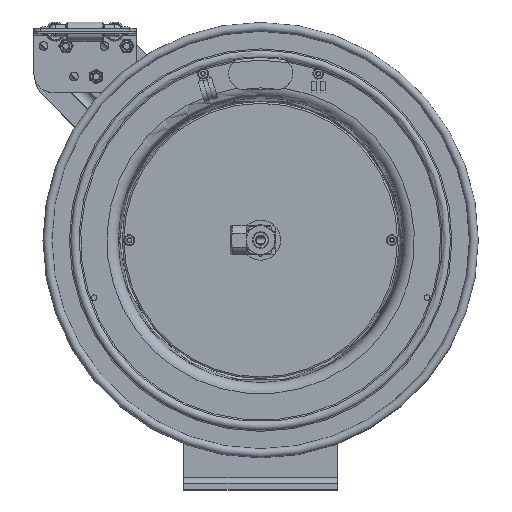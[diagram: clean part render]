
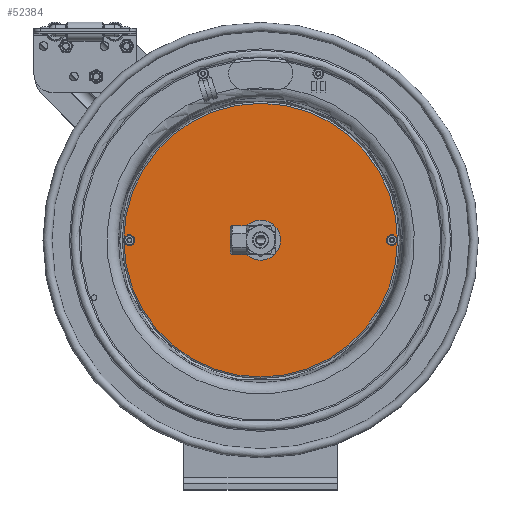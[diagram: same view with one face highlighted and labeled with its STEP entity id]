
A CAD part, top view. The second image highlights one B-rep face of the part: STEP entity #52384.
In plain terms, the highlighted planar face has unit normal (0, 0, 1).
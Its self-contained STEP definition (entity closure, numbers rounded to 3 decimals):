
#3066=FACE_BOUND('',#5737,.T.);
#3067=FACE_BOUND('',#5738,.T.);
#3068=FACE_BOUND('',#5739,.T.);
#3574=FACE_OUTER_BOUND('',#5736,.T.);
#5736=EDGE_LOOP('',(#37174,#37175));
#5737=EDGE_LOOP('',(#37176));
#5738=EDGE_LOOP('',(#37177));
#5739=EDGE_LOOP('',(#37178));
#8267=CIRCLE('',#55141,5.345);
#8268=CIRCLE('',#55142,5.345);
#8272=CIRCLE('',#55147,0.1);
#8273=CIRCLE('',#55148,0.1);
#8274=CIRCLE('',#55149,0.65);
#20709=VERTEX_POINT('',#72804);
#20710=VERTEX_POINT('',#72805);
#20713=VERTEX_POINT('',#72814);
#20714=VERTEX_POINT('',#72816);
#20715=VERTEX_POINT('',#72818);
#27648=EDGE_CURVE('',#20709,#20710,#8267,.T.);
#27649=EDGE_CURVE('',#20710,#20709,#8268,.T.);
#27653=EDGE_CURVE('',#20713,#20713,#8272,.T.);
#27654=EDGE_CURVE('',#20714,#20714,#8273,.T.);
#27655=EDGE_CURVE('',#20715,#20715,#8274,.T.);
#37174=ORIENTED_EDGE('',*,*,#27648,.T.);
#37175=ORIENTED_EDGE('',*,*,#27649,.T.);
#37176=ORIENTED_EDGE('',*,*,#27653,.T.);
#37177=ORIENTED_EDGE('',*,*,#27654,.T.);
#37178=ORIENTED_EDGE('',*,*,#27655,.T.);
#49093=PLANE('',#55146);
#52384=ADVANCED_FACE('',(#3574,#3066,#3067,#3068),#49093,.T.);
#55141=AXIS2_PLACEMENT_3D('',#72806,#59746,#59747);
#55142=AXIS2_PLACEMENT_3D('',#72807,#59748,#59749);
#55146=AXIS2_PLACEMENT_3D('',#72813,#59756,#59757);
#55147=AXIS2_PLACEMENT_3D('',#72815,#59758,#59759);
#55148=AXIS2_PLACEMENT_3D('',#72817,#59760,#59761);
#55149=AXIS2_PLACEMENT_3D('',#72819,#59762,#59763);
#59746=DIRECTION('center_axis',(0.,0.,1.));
#59747=DIRECTION('ref_axis',(0.,1.,0.));
#59748=DIRECTION('center_axis',(0.,0.,1.));
#59749=DIRECTION('ref_axis',(0.,1.,0.));
#59756=DIRECTION('center_axis',(0.,0.,1.));
#59757=DIRECTION('ref_axis',(1.,0.,0.));
#59758=DIRECTION('center_axis',(0.,0.,-1.));
#59759=DIRECTION('ref_axis',(0.,1.,0.));
#59760=DIRECTION('center_axis',(0.,0.,-1.));
#59761=DIRECTION('ref_axis',(0.,1.,0.));
#59762=DIRECTION('center_axis',(0.,0.,-1.));
#59763=DIRECTION('ref_axis',(0.,-1.,0.));
#72804=CARTESIAN_POINT('',(0.592,5.884,2.047));
#72805=CARTESIAN_POINT('',(-4.753,0.539,2.047));
#72806=CARTESIAN_POINT('Origin',(0.592,0.539,2.047));
#72807=CARTESIAN_POINT('Origin',(0.592,0.539,2.047));
#72813=CARTESIAN_POINT('Origin',(0.592,3.212,2.047));
#72814=CARTESIAN_POINT('',(5.717,0.639,2.047));
#72815=CARTESIAN_POINT('Origin',(5.717,0.539,2.047));
#72816=CARTESIAN_POINT('',(-4.533,0.639,2.047));
#72817=CARTESIAN_POINT('Origin',(-4.533,0.539,2.047));
#72818=CARTESIAN_POINT('',(0.592,1.189,2.047));
#72819=CARTESIAN_POINT('Origin',(0.592,0.539,2.047));
